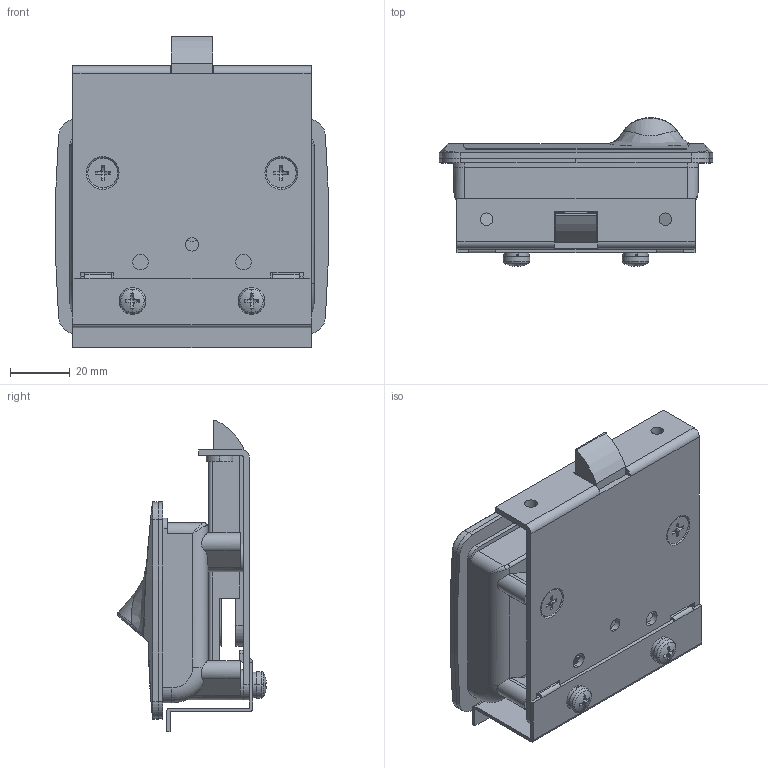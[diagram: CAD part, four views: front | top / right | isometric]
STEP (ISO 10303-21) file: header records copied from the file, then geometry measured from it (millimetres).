
FILE_DESCRIPTION (( 'STEP AP203' ), '1' );
FILE_NAME ('A-151R-F-2-1-TAK60.STEP', '2020-02-13T07:36:46', ( '' ), ( '' ), 'SwSTEP 2.0', 'SolidWorks 2018', '' );
FILE_SCHEMA (( 'CONFIG_CONTROL_DESIGN' ));
Length unit declared in the file: millimetre
Products named in the file (13): A-151R-F-2-1-TAK60; A-151R-F-2-1-TAK60_連動タイプ用ラッチ_; A-151R-F-2-1-TAK60_パッキン_; ダミーローター__#TAK60-4-0_; A-151R-F-2-1-TAK60_ハンドル_; A-151R-F-2-1-TAK60_シャフトホルダー_; A-151R-F-2-1-TAK60_十字穴付小ねじ_内径基準ver1.02__M5x10十字穴付なべ小ねじ(鉄)SWシングルセムス(P2); A-151R-F-2-1-TAK60_十字穴付皿小ねじ_内径基準ver1.02__M5x10十字穴付皿小ねじ(鉄); A-151R-F-2-1-TAK60_ガイドプレート_; A-151R-F-2-1-TAK60_押え板_; A-151R-F-2-1-TAK60_十字穴付皿小ねじ_内径基準ver1.02__M4x8十字穴付小頭皿小ねじ(SUS)サッシビス; A-151R-F-2-1-TAK60_シャフト_; A-151R-F-2-1-TAK60_本体_
Assembly tree (19 placements, depth 2):
  A-151R-F-2-1-TAK60
    A-151R-F-2-1-TAK60_本体_
    A-151R-F-2-1-TAK60_ハンドル_
    A-151R-F-2-1-TAK60_シャフト_
    A-151R-F-2-1-TAK60_シャフトホルダー_
    A-151R-F-2-1-TAK60_十字穴付皿小ねじ_内径基準ver1.02__M4x8十字穴付小頭皿小ねじ(SUS)サッシビス  x4
    A-151R-F-2-1-TAK60_パッキン_
    A-151R-F-2-1-TAK60_ガイドプレート_
    A-151R-F-2-1-TAK60_連動タイプ用ラッチ_
    A-151R-F-2-1-TAK60_十字穴付皿小ねじ_内径基準ver1.02__M5x10十字穴付皿小ねじ(鉄)  x4
    A-151R-F-2-1-TAK60_押え板_
    A-151R-F-2-1-TAK60_十字穴付小ねじ_内径基準ver1.02__M5x10十字穴付なべ小ねじ(鉄)SWシングルセムス(P2)  x2
    ダミーローター__#TAK60-4-0_
Bounding box: 91.74 x 50.01 x 104.8 mm (x, y, z)
Volume: 88859.6 mm3; surface area: 80290.5 mm2
Topology: 19 solids, 19 shells, 988 faces, 2597 edges, 1663 vertices
Faces by surface type: plane 484, cylinder 342, cone 92, bspline 36, torus 26, sphere 8
Entity records: 26329 total; most frequent: CARTESIAN_POINT 6622, ORIENTED_EDGE 3838, DIRECTION 3774, EDGE_CURVE 1919, AXIS2_PLACEMENT_3D 1354, VERTEX_POINT 1231, LINE 1066, VECTOR 1066
